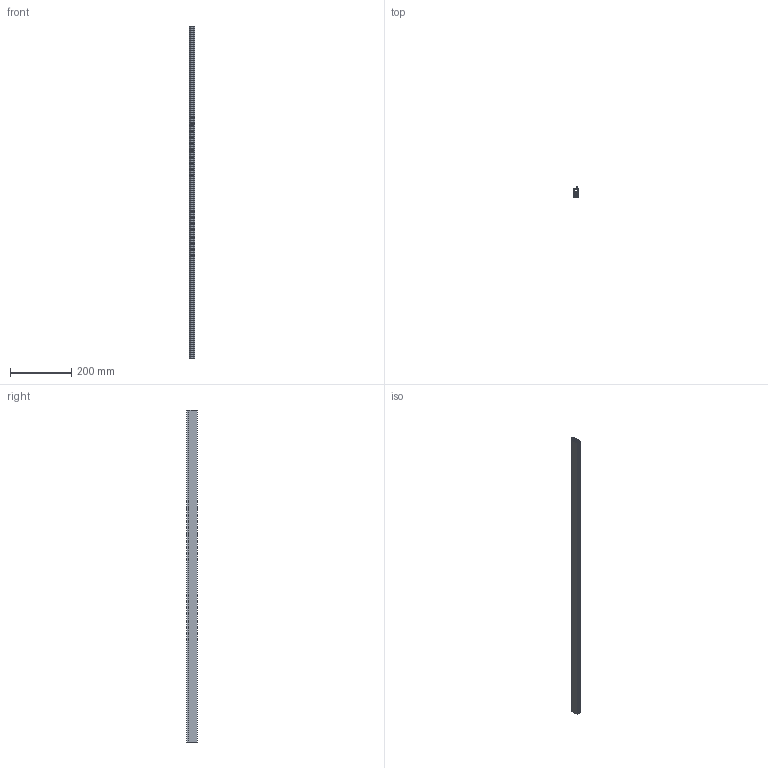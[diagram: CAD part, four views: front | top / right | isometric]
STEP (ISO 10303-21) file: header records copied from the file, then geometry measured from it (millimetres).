
FILE_DESCRIPTION (( 'STEP AP203' ), '1' );
FILE_NAME ('KG D10 1084.STEP', '2025-03-07T16:11:26', ( '' ), ( '' ), 'SwSTEP 2.0', 'SolidWorks 2023', '' );
FILE_SCHEMA (( 'CONFIG_CONTROL_DESIGN' ));
Length unit declared in the file: millimetre
Products named in the file (4): Schutzprofil_KG D10_1084; KG D10 1084; Aussengehäuse_13; Innengeometrie_13
Assembly tree (3 placements, depth 2):
  KG D10 1084
    Schutzprofil_KG D10_1084
    Aussengehäuse_13
    Innengeometrie_13
Bounding box: 16.5 x 35 x 1084 mm (x, y, z)
Volume: 318159.1 mm3; surface area: 460398.8 mm2
Topology: 18 solids, 18 shells, 649 faces, 1839 edges, 1226 vertices
Faces by surface type: plane 309, bspline 308, cylinder 32
Entity records: 36471 total; most frequent: CARTESIAN_POINT 21146, ORIENTED_EDGE 3678, DIRECTION 1981, EDGE_CURVE 1839, VERTEX_POINT 1226, VECTOR 1159, LINE 1159, EDGE_LOOP 729
